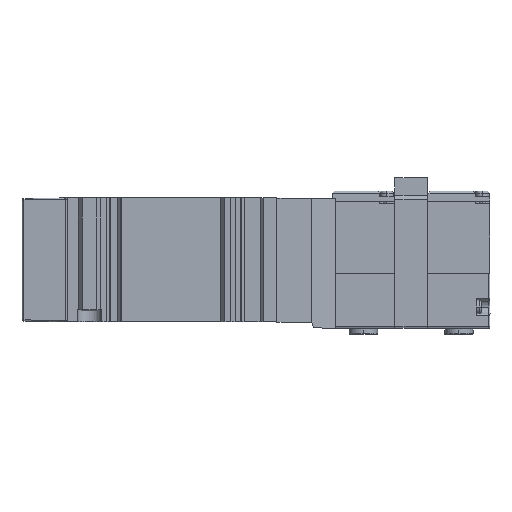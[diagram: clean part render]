
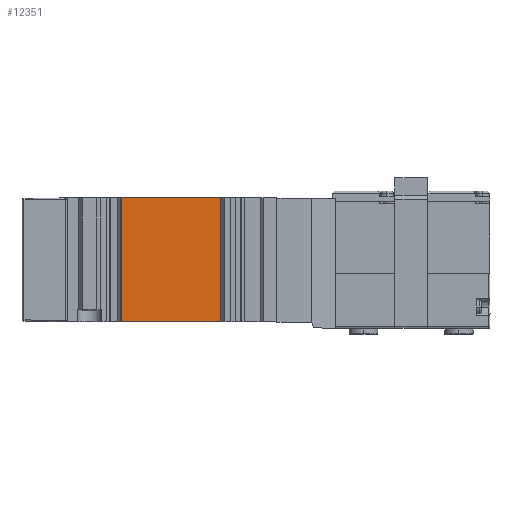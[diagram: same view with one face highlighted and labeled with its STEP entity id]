
A CAD part, front view. The second image highlights one B-rep face of the part: STEP entity #12351.
In plain terms, the highlighted planar face has unit normal (0, -1, 0).
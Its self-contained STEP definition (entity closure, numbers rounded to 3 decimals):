
#4448 = CARTESIAN_POINT ( 'NONE',  ( 12.201, -7.5, 15.25 ) ) ;
#6077 = CARTESIAN_POINT ( 'NONE',  ( 0., -7.5, 15.25 ) ) ;
#6886 = VERTEX_POINT ( 'NONE', #13248 ) ;
#7027 = ORIENTED_EDGE ( 'NONE', *, *, #9242, .F. ) ;
#8036 = EDGE_CURVE ( 'NONE', #6886, #17155, #8997, .T. ) ;
#8925 = VERTEX_POINT ( 'NONE', #42648 ) ;
#8997 = LINE ( 'NONE', #6077, #36435 ) ;
#9130 = LINE ( 'NONE', #36507, #23993 ) ;
#9242 = EDGE_CURVE ( 'NONE', #17155, #11894, #18867, .T. ) ;
#9957 = CARTESIAN_POINT ( 'NONE',  ( 12.201, -7.5, -15.25 ) ) ;
#10801 = AXIS2_PLACEMENT_3D ( 'NONE', #40391, #43497, #29648 ) ;
#11894 = VERTEX_POINT ( 'NONE', #9957 ) ;
#12351 = ADVANCED_FACE ( 'NONE', ( #29873 ), #29432, .F. ) ;
#13248 = CARTESIAN_POINT ( 'NONE',  ( -12.207, -7.5, 15.25 ) ) ;
#14218 = ORIENTED_EDGE ( 'NONE', *, *, #8036, .F. ) ;
#17155 = VERTEX_POINT ( 'NONE', #4448 ) ;
#18867 = LINE ( 'NONE', #32559, #42216 ) ;
#21917 = EDGE_CURVE ( 'Edge50', #11894, #8925, #40551, .T. ) ;
#23065 = DIRECTION ( 'NONE',  ( 0., 0., 1. ) ) ;
#23993 = VECTOR ( 'NONE', #23065, 1000. ) ;
#24188 = CARTESIAN_POINT ( 'NONE',  ( 0., -7.5, -15.25 ) ) ;
#25808 = DIRECTION ( 'NONE',  ( 0., 0., -1. ) ) ;
#28616 = EDGE_LOOP ( 'NONE', ( #7027, #14218, #36425, #30239 ) ) ;
#29432 = PLANE ( 'NONE',  #10801 ) ;
#29648 = DIRECTION ( 'NONE',  ( 0., 0., 1. ) ) ;
#29873 = FACE_OUTER_BOUND ( 'NONE', #28616, .T. ) ;
#29880 = DIRECTION ( 'NONE',  ( 1., 0., 0. ) ) ;
#30239 = ORIENTED_EDGE ( 'NONE', *, *, #21917, .F. ) ;
#30933 = DIRECTION ( 'NONE',  ( -1., 0., 0. ) ) ;
#32559 = CARTESIAN_POINT ( 'NONE',  ( 12.201, -7.5, 0. ) ) ;
#35150 = VECTOR ( 'NONE', #30933, 1000. ) ;
#36425 = ORIENTED_EDGE ( 'NONE', *, *, #42249, .F. ) ;
#36435 = VECTOR ( 'NONE', #29880, 1000. ) ;
#36507 = CARTESIAN_POINT ( 'NONE',  ( -12.207, -7.5, 0. ) ) ;
#40391 = CARTESIAN_POINT ( 'NONE',  ( 0., -7.5, 0. ) ) ;
#40551 = LINE ( 'NONE', #24188, #35150 ) ;
#42216 = VECTOR ( 'NONE', #25808, 1000. ) ;
#42249 = EDGE_CURVE ( 'NONE', #8925, #6886, #9130, .T. ) ;
#42648 = CARTESIAN_POINT ( 'NONE',  ( -12.207, -7.5, -15.25 ) ) ;
#43497 = DIRECTION ( 'NONE',  ( 0., 1., 0. ) ) ;
